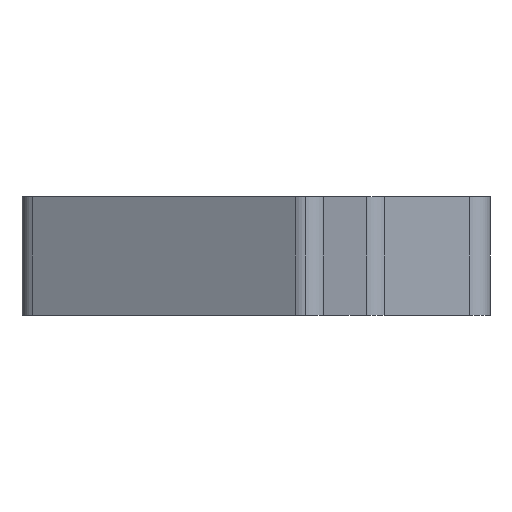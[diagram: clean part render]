
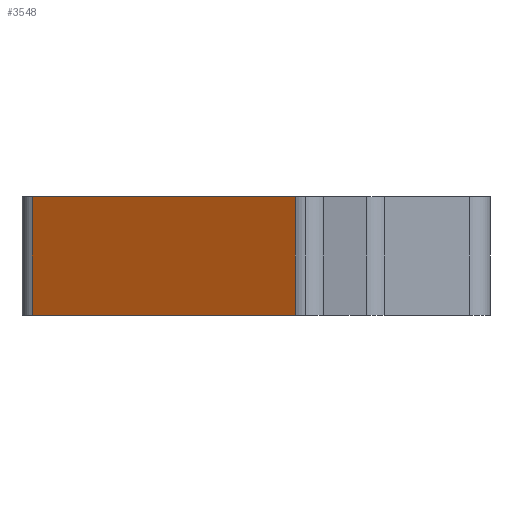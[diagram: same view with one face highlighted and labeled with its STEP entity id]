
A CAD part, left-side view. The second image highlights one B-rep face of the part: STEP entity #3548.
In plain terms, the highlighted planar face has unit normal (-0.866, 0.5, 0).
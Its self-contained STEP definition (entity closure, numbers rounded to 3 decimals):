
#328 = CARTESIAN_POINT ( 'NONE',  ( -16.28, 34.803, 51.1 ) ) ;
#369 = CARTESIAN_POINT ( 'NONE',  ( -38.28, -3.303, 35. ) ) ;
#384 = DIRECTION ( 'NONE',  ( 0.5, 0.866, 0. ) ) ;
#401 = DIRECTION ( 'NONE',  ( 0., 0., 1. ) ) ;
#499 = VERTEX_POINT ( 'NONE', #616 ) ;
#616 = CARTESIAN_POINT ( 'NONE',  ( -16.28, 34.803, 34. ) ) ;
#892 = ORIENTED_EDGE ( 'NONE', *, *, #4843, .T. ) ;
#893 = DIRECTION ( 'NONE',  ( 0.866, -0.5, 0. ) ) ;
#1111 = ORIENTED_EDGE ( 'NONE', *, *, #1168, .T. ) ;
#1168 = EDGE_CURVE ( 'NONE', #1461, #1810, #4739, .T. ) ;
#1298 = VECTOR ( 'NONE', #401, 1000. ) ;
#1407 = DIRECTION ( 'NONE',  ( -0.5, -0.866, 0. ) ) ;
#1461 = VERTEX_POINT ( 'NONE', #2072 ) ;
#1523 = DIRECTION ( 'NONE',  ( 0., 0., -1. ) ) ;
#1810 = VERTEX_POINT ( 'NONE', #4221 ) ;
#2059 = AXIS2_PLACEMENT_3D ( 'NONE', #4575, #893, #2978 ) ;
#2061 = ORIENTED_EDGE ( 'NONE', *, *, #5597, .T. ) ;
#2072 = CARTESIAN_POINT ( 'NONE',  ( -38.28, -3.303, 34. ) ) ;
#2210 = VECTOR ( 'NONE', #384, 1000. ) ;
#2224 = VECTOR ( 'NONE', #1523, 1000. ) ;
#2640 = EDGE_CURVE ( 'NONE', #5241, #499, #4181, .T. ) ;
#2835 = PLANE ( 'NONE',  #2059 ) ;
#2978 = DIRECTION ( 'NONE',  ( 0.5, 0.866, 0. ) ) ;
#3089 = CARTESIAN_POINT ( 'NONE',  ( -16.28, 34.803, 51.1 ) ) ;
#3289 = EDGE_LOOP ( 'NONE', ( #892, #1111, #2061, #5653 ) ) ;
#3548 = ADVANCED_FACE ( 'NONE', ( #5006 ), #2835, .F. ) ;
#3945 = CARTESIAN_POINT ( 'NONE',  ( -14.78, 37.401, 34. ) ) ;
#4181 = LINE ( 'NONE', #5440, #2224 ) ;
#4221 = CARTESIAN_POINT ( 'NONE',  ( -38.28, -3.303, 51.1 ) ) ;
#4247 = LINE ( 'NONE', #328, #2210 ) ;
#4575 = CARTESIAN_POINT ( 'NONE',  ( -14.78, 37.401, 35. ) ) ;
#4682 = VECTOR ( 'NONE', #1407, 1000. ) ;
#4739 = LINE ( 'NONE', #369, #1298 ) ;
#4843 = EDGE_CURVE ( 'NONE', #499, #1461, #5325, .T. ) ;
#5006 = FACE_OUTER_BOUND ( 'NONE', #3289, .T. ) ;
#5241 = VERTEX_POINT ( 'NONE', #3089 ) ;
#5325 = LINE ( 'NONE', #3945, #4682 ) ;
#5440 = CARTESIAN_POINT ( 'NONE',  ( -16.28, 34.803, 35. ) ) ;
#5597 = EDGE_CURVE ( 'NONE', #1810, #5241, #4247, .T. ) ;
#5653 = ORIENTED_EDGE ( 'NONE', *, *, #2640, .T. ) ;
